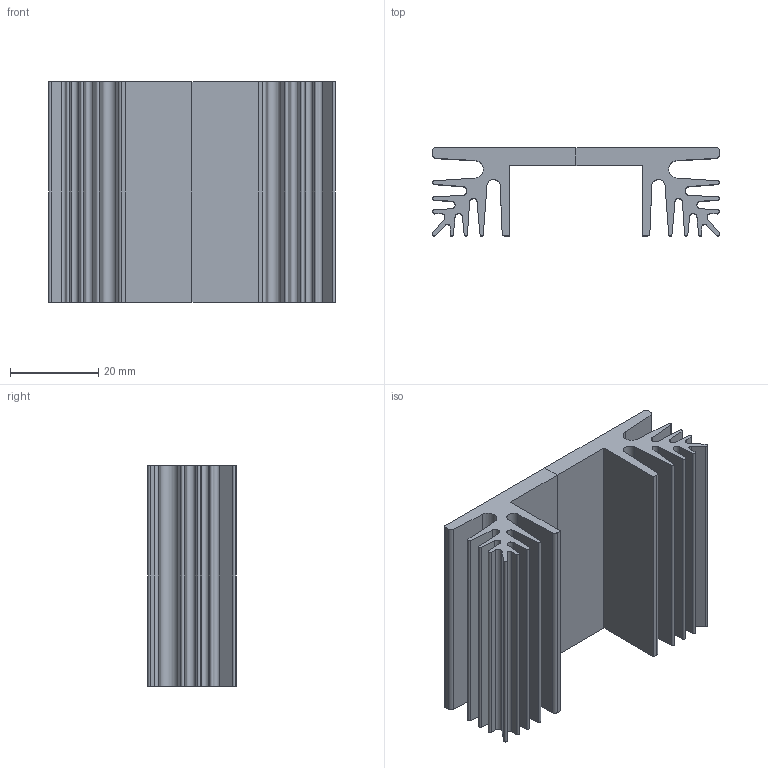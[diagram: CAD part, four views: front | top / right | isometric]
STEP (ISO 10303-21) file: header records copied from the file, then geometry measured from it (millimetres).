
FILE_DESCRIPTION(('FreeCAD Model'),'2;1');
FILE_NAME('SK48-50-SA-3.step', '2018-07-19T10:13:04',('kicad StepUp'),('ksu MCAD'), 'Open CASCADE STEP processor 6.8','FreeCAD','Unknown');
FILE_SCHEMA(('AUTOMOTIVE_DESIGN_CC2 { 1 2 10303 214 -1 1 5 4 }'));
Length unit declared in the file: millimetre
Products named in the file (1): Mirrored
Bounding box: 65.05 x 20 x 50 mm (x, y, z)
Volume: 24509 mm3; surface area: 20464.6 mm2
Topology: 1 solids, 1 shells, 82 faces, 236 edges, 156 vertices
Faces by surface type: plane 46, cylinder 36
Entity records: 2721 total; most frequent: CARTESIAN_POINT 475, DIRECTION 474, ORIENTED_EDGE 472, EDGE_CURVE 236, LINE 164, VECTOR 164, VERTEX_POINT 156, AXIS2_PLACEMENT_3D 155
